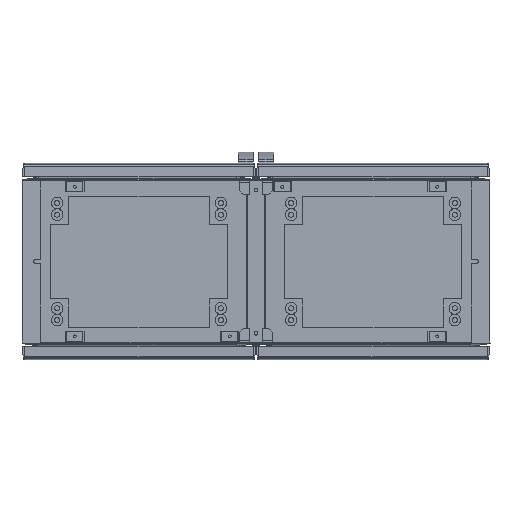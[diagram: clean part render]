
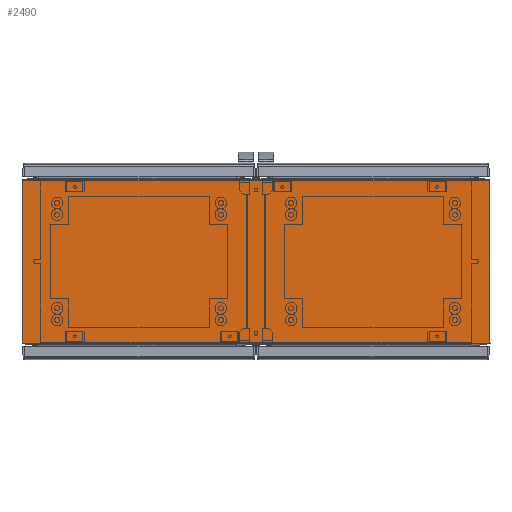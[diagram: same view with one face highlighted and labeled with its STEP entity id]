
A CAD part, front view. The second image highlights one B-rep face of the part: STEP entity #2490.
In plain terms, the highlighted planar face has unit normal (0, -1, 0).
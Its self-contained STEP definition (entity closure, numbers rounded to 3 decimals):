
#2490=ADVANCED_FACE('',(#10260),#10261,.T.);
#10260=FACE_OUTER_BOUND('',#21208,.T.);
#10261=PLANE('',#21209);
#21208=EDGE_LOOP('',(#46970,#46971,#46972,#46973));
#21209=AXIS2_PLACEMENT_3D('',#46974,#46975,#46976);
#46970=ORIENTED_EDGE('',*,*,#75713,.F.);
#46971=ORIENTED_EDGE('',*,*,#75714,.F.);
#46972=ORIENTED_EDGE('',*,*,#75709,.T.);
#46973=ORIENTED_EDGE('',*,*,#74413,.F.);
#46974=CARTESIAN_POINT('',(-500.0,-750.0,-174.07));
#46975=DIRECTION('',(0.,-1.0,0.0));
#46976=DIRECTION('',(0.,0.,-1.0));
#74413=EDGE_CURVE('',#91379,#91381,#91382,.T.);
#75709=EDGE_CURVE('',#93376,#91381,#93377,.T.);
#75713=EDGE_CURVE('',#93383,#91379,#93384,.T.);
#75714=EDGE_CURVE('',#93376,#93383,#93385,.T.);
#91379=VERTEX_POINT('',#119520);
#91381=VERTEX_POINT('',#119522);
#91382=LINE('',#119523,#119524);
#93376=VERTEX_POINT('',#122903);
#93377=LINE('',#122904,#122905);
#93383=VERTEX_POINT('',#122935);
#93384=LINE('',#122936,#122937);
#93385=LINE('',#122938,#122939);
#119520=CARTESIAN_POINT('',(499.998,-750.0,174.07));
#119522=CARTESIAN_POINT('',(499.998,-750.0,-174.07));
#119523=CARTESIAN_POINT('',(499.998,-750.0,174.07));
#119524=VECTOR('',#147687,1.0);
#122903=CARTESIAN_POINT('',(-500.0,-750.0,-174.07));
#122904=CARTESIAN_POINT('',(-500.0,-750.0,-174.07));
#122905=VECTOR('',#149279,1.0);
#122935=CARTESIAN_POINT('',(-500.0,-750.0,174.07));
#122936=CARTESIAN_POINT('',(-500.0,-750.0,174.07));
#122937=VECTOR('',#149284,1.0);
#122938=CARTESIAN_POINT('',(-500.0,-750.0,-174.07));
#122939=VECTOR('',#149285,1.0);
#147687=DIRECTION('',(0.,0.,-1.0));
#149279=DIRECTION('',(1.0,0.,0.));
#149284=DIRECTION('',(1.0,0.,0.));
#149285=DIRECTION('',(0.,0.,1.0));
